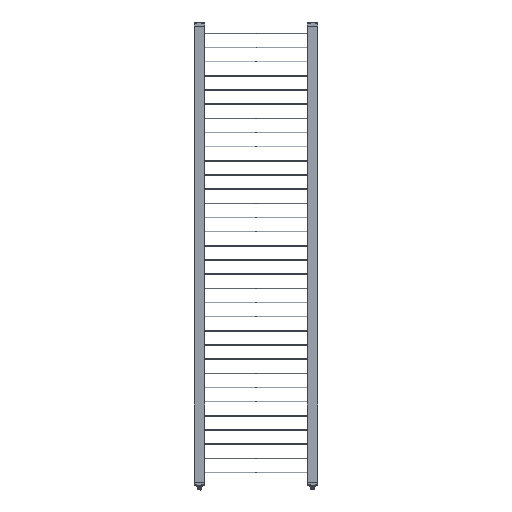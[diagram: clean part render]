
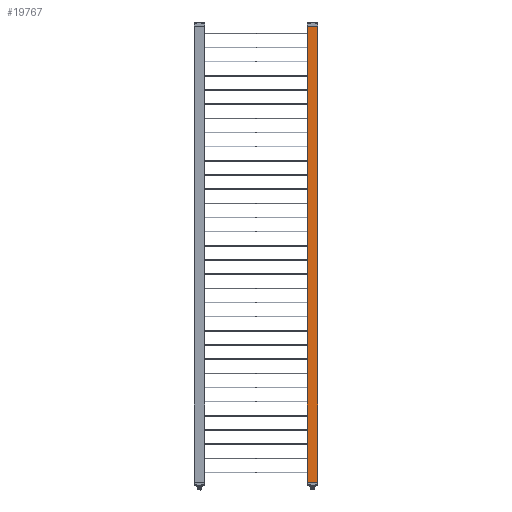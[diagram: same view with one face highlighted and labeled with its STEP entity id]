
A CAD part, left-side view. The second image highlights one B-rep face of the part: STEP entity #19767.
In plain terms, the highlighted planar face has unit normal (-1, 0, 0).
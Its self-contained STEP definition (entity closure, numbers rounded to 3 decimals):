
#668 = CARTESIAN_POINT ( 'NONE',  ( -15., 0., 0. ) ) ;
#692 = LINE ( 'NONE', #10410, #16727 ) ;
#1925 = AXIS2_PLACEMENT_3D ( 'NONE', #13188, #11512, #3618 ) ;
#1990 = VECTOR ( 'NONE', #4547, 1000. ) ;
#3618 = DIRECTION ( 'NONE',  ( 0., 0., -1. ) ) ;
#3999 = CARTESIAN_POINT ( 'NONE',  ( -15., -15.15, 0. ) ) ;
#4026 = DIRECTION ( 'NONE',  ( 0., 0., -1. ) ) ;
#4456 = EDGE_CURVE ( 'NONE', #18412, #9626, #16185, .T. ) ;
#4547 = DIRECTION ( 'NONE',  ( 0., -1., 0. ) ) ;
#8704 = CARTESIAN_POINT ( 'NONE',  ( -15., -15.15, 1286.546 ) ) ;
#9208 = PLANE ( 'NONE',  #1925 ) ;
#9217 = EDGE_CURVE ( 'NONE', #10215, #18412, #10349, .T. ) ;
#9626 = VERTEX_POINT ( 'NONE', #3999 ) ;
#10215 = VERTEX_POINT ( 'NONE', #22395 ) ;
#10349 = LINE ( 'NONE', #23136, #11879 ) ;
#10380 = ORIENTED_EDGE ( 'NONE', *, *, #9217, .T. ) ;
#10410 = CARTESIAN_POINT ( 'NONE',  ( -15., -15.15, 190. ) ) ;
#11129 = VECTOR ( 'NONE', #21586, 1000. ) ;
#11385 = CARTESIAN_POINT ( 'NONE',  ( -15., -15.15, 1286.546 ) ) ;
#11512 = DIRECTION ( 'NONE',  ( 1., 0., 0. ) ) ;
#11738 = LINE ( 'NONE', #11385, #11129 ) ;
#11879 = VECTOR ( 'NONE', #4026, 1000. ) ;
#13188 = CARTESIAN_POINT ( 'NONE',  ( -15., 16.143, -22.25 ) ) ;
#13718 = EDGE_CURVE ( 'NONE', #14019, #10215, #11738, .T. ) ;
#13925 = ORIENTED_EDGE ( 'NONE', *, *, #17727, .T. ) ;
#14019 = VERTEX_POINT ( 'NONE', #8704 ) ;
#14443 = DIRECTION ( 'NONE',  ( 0., 0., 1. ) ) ;
#16185 = LINE ( 'NONE', #668, #1990 ) ;
#16727 = VECTOR ( 'NONE', #14443, 1000. ) ;
#17727 = EDGE_CURVE ( 'NONE', #9626, #14019, #692, .T. ) ;
#18412 = VERTEX_POINT ( 'NONE', #22983 ) ;
#19767 = ADVANCED_FACE ( 'NONE', ( #21910 ), #9208, .F. ) ;
#20003 = ORIENTED_EDGE ( 'NONE', *, *, #13718, .T. ) ;
#20530 = ORIENTED_EDGE ( 'NONE', *, *, #4456, .T. ) ;
#21337 = EDGE_LOOP ( 'NONE', ( #10380, #20530, #13925, #20003 ) ) ;
#21586 = DIRECTION ( 'NONE',  ( 0., 1., 0. ) ) ;
#21910 = FACE_OUTER_BOUND ( 'NONE', #21337, .T. ) ;
#22395 = CARTESIAN_POINT ( 'NONE',  ( -15., 13.9, 1286.546 ) ) ;
#22983 = CARTESIAN_POINT ( 'NONE',  ( -15., 13.9, 0. ) ) ;
#23136 = CARTESIAN_POINT ( 'NONE',  ( -15., 13.9, 190. ) ) ;
